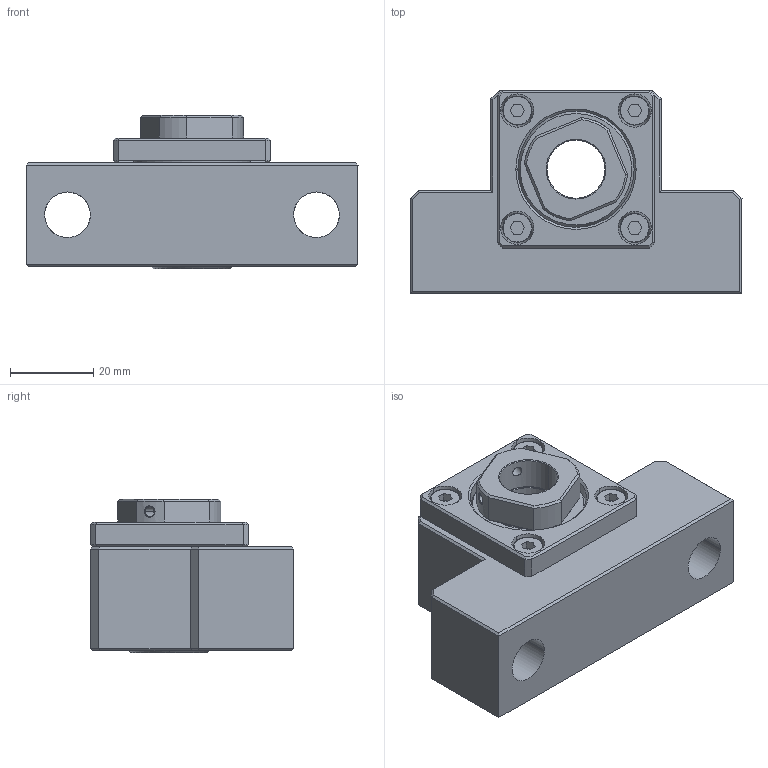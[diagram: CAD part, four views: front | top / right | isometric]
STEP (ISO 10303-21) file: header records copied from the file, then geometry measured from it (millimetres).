
FILE_DESCRIPTION (( 'STEP AP214' ), '1' );
FILE_NAME ('EK15.STEP', '2019-04-04T09:15:51', ( '' ), ( '' ), 'SwSTEP 2.0', 'SolidWorks 2015', '' );
FILE_SCHEMA (( 'AUTOMOTIVE_DESIGN' ));
Length unit declared in the file: millimetre
Products named in the file (1): EK15
Bounding box: 80 x 49.1 x 37 mm (x, y, z)
Surface area: 20814.7 mm2 (no closed solid volume)
Topology: 0 solids, 34 shells, 777 faces, 2212 edges, 1467 vertices
Faces by surface type: plane 631, cone 50, bspline 48, cylinder 48
Entity records: 30385 total; most frequent: CARTESIAN_POINT 9772, ORIENTED_EDGE 4205, DIRECTION 3522, EDGE_CURVE 2188, LINE 1708, VECTOR 1708, VERTEX_POINT 1467, AXIS2_PLACEMENT_3D 907
